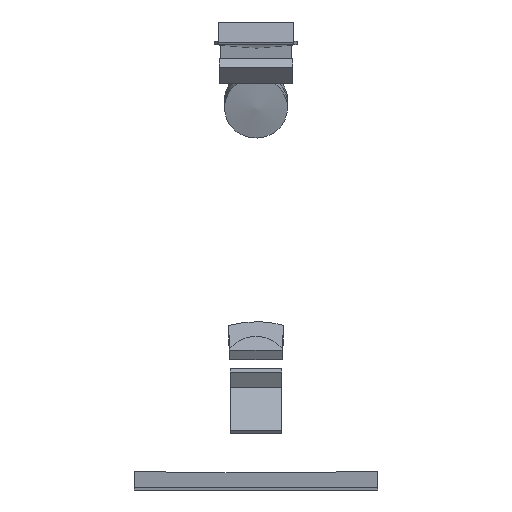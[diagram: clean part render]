
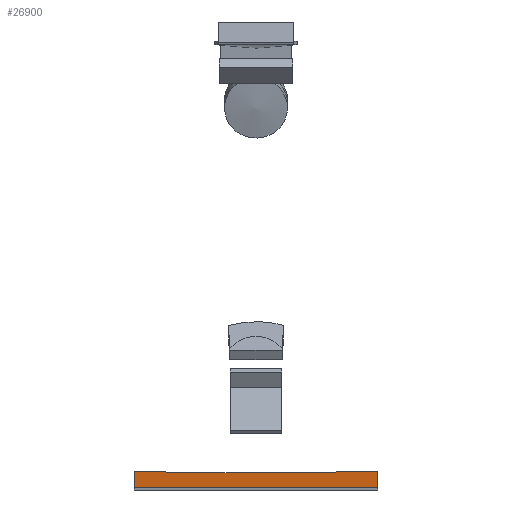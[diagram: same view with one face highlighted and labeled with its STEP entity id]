
A CAD part, front view. The second image highlights one B-rep face of the part: STEP entity #26900.
In plain terms, the highlighted free-form (B-spline) face has degree [3, 1] with [16, 2] control points.
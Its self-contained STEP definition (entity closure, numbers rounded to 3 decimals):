
#25830 = CARTESIAN_POINT ('', (31., -227.428, 11991.096));
#25840 = VERTEX_POINT ('', #25830);
#25920 = CARTESIAN_POINT ('', (31., -248.97, 11986.991));
#25930 = VERTEX_POINT ('', #25920);
#25940 = CARTESIAN_POINT ('', (31., -227.428, 11991.096));
#25950 = CARTESIAN_POINT ('', (31., -248.97, 11986.991));
#25960 = B_SPLINE_CURVE_WITH_KNOTS ('', 1, (#25940, #25950), .UNSPECIFIED., .F., .U., (2, 2), (0., 1.), .UNSPECIFIED.);
#25970 = EDGE_CURVE ('', #25840, #25930, #25960, .T.);
#26190 = CARTESIAN_POINT ('', (-31., -227.428, 11991.096));
#26200 = VERTEX_POINT ('', #26190);
#26210 = CARTESIAN_POINT ('', (31., -227.428, 11991.096));
#26220 = CARTESIAN_POINT ('', (28.232, -227.768, 11991.031));
#26230 = CARTESIAN_POINT ('', (25.458, -228.062, 11990.975));
#26240 = CARTESIAN_POINT ('', (18.938, -228.646, 11990.864));
#26250 = CARTESIAN_POINT ('', (15.187, -228.898, 11990.816));
#26260 = CARTESIAN_POINT ('', (7.679, -229.235, 11990.751));
#26270 = CARTESIAN_POINT ('', (3.92, -229.321, 11990.735));
#26280 = CARTESIAN_POINT ('', (-0.313, -229.324, 11990.735));
#26290 = CARTESIAN_POINT ('', (-0.787, -229.323, 11990.735));
#26300 = CARTESIAN_POINT ('', (-3.748, -229.308, 11990.738));
#26310 = CARTESIAN_POINT ('', (-6.235, -229.259, 11990.747));
#26320 = CARTESIAN_POINT ('', (-12.443, -229.046, 11990.788));
#26330 = CARTESIAN_POINT ('', (-16.164, -228.837, 11990.827));
#26340 = CARTESIAN_POINT ('', (-23.593, -228.255, 11990.938));
#26350 = CARTESIAN_POINT ('', (-27.302, -227.882, 11991.009));
#26360 = CARTESIAN_POINT ('', (-31., -227.428, 11991.096));
#26370 = B_SPLINE_CURVE_WITH_KNOTS ('', 3, (#26210, #26220, #26230, #26240, #26250, #26260, #26270, #26280, #26290, #26300, #26310, #26320, #26330, #26340, #26350, #26360), .UNSPECIFIED., .F., .U., (4, 2, 2, 2, 2, 2, 2, 4), (0., 8.369, 19.641, 30.916, 32.339, 39.799, 50.976, 62.156), .UNSPECIFIED.);
#26380 = EDGE_CURVE ('', #25840, #26200, #26370, .T.);
#26390 = ORIENTED_EDGE ('', *, *, #26380, .T.);
#26400 = CARTESIAN_POINT ('', (-31., -248.97, 11986.991));
#26410 = VERTEX_POINT ('', #26400);
#26420 = CARTESIAN_POINT ('', (-31., -227.428, 11991.096));
#26430 = CARTESIAN_POINT ('', (-31., -248.97, 11986.991));
#26440 = B_SPLINE_CURVE_WITH_KNOTS ('', 1, (#26420, #26430), .UNSPECIFIED., .F., .U., (2, 2), (0., 1.), .UNSPECIFIED.);
#26450 = EDGE_CURVE ('', #26200, #26410, #26440, .T.);
#26460 = ORIENTED_EDGE ('', *, *, #26450, .T.);
#26470 = CARTESIAN_POINT ('', (31., -248.97, 11986.991));
#26480 = CARTESIAN_POINT ('', (10.333, -248.97, 11986.991));
#26490 = CARTESIAN_POINT ('', (-10.333, -248.97, 11986.991));
#26500 = CARTESIAN_POINT ('', (-31., -248.97, 11986.991));
#26510 = B_SPLINE_CURVE_WITH_KNOTS ('', 3, (#26470, #26480, #26490, #26500), .UNSPECIFIED., .F., .U., (4, 4), (0., 62.), .UNSPECIFIED.);
#26520 = EDGE_CURVE ('', #25930, #26410, #26510, .T.);
#26530 = ORIENTED_EDGE ('', *, *, #26520, .F.);
#26540 = ORIENTED_EDGE ('', *, *, #25970, .F.);
#26550 = EDGE_LOOP ('', (#26390, #26460, #26530, #26540));
#26560 = FACE_OUTER_BOUND ('', #26550, .T.);
#26570 = CARTESIAN_POINT ('', (31., -227.428, 11991.096));
#26580 = CARTESIAN_POINT ('', (31., -248.97, 11986.991));
#26590 = CARTESIAN_POINT ('', (28.232, -227.768, 11991.031));
#26600 = CARTESIAN_POINT ('', (28.217, -248.97, 11986.991));
#26610 = CARTESIAN_POINT ('', (25.458, -228.062, 11990.975));
#26620 = CARTESIAN_POINT ('', (25.435, -248.97, 11986.991));
#26630 = CARTESIAN_POINT ('', (18.938, -228.646, 11990.864));
#26640 = CARTESIAN_POINT ('', (18.904, -248.97, 11986.991));
#26650 = CARTESIAN_POINT ('', (15.187, -228.898, 11990.816));
#26660 = CARTESIAN_POINT ('', (15.156, -248.97, 11986.991));
#26670 = CARTESIAN_POINT ('', (7.679, -229.235, 11990.751));
#26680 = CARTESIAN_POINT ('', (7.659, -248.97, 11986.991));
#26690 = CARTESIAN_POINT ('', (3.92, -229.321, 11990.735));
#26700 = CARTESIAN_POINT ('', (3.91, -248.97, 11986.991));
#26710 = CARTESIAN_POINT ('', (-0.313, -229.324, 11990.735));
#26720 = CARTESIAN_POINT ('', (-0.312, -248.97, 11986.991));
#26730 = CARTESIAN_POINT ('', (-0.787, -229.323, 11990.735));
#26740 = CARTESIAN_POINT ('', (-0.785, -248.97, 11986.991));
#26750 = CARTESIAN_POINT ('', (-3.748, -229.308, 11990.738));
#26760 = CARTESIAN_POINT ('', (-3.738, -248.97, 11986.991));
#26770 = CARTESIAN_POINT ('', (-6.235, -229.259, 11990.747));
#26780 = CARTESIAN_POINT ('', (-6.219, -248.97, 11986.991));
#26790 = CARTESIAN_POINT ('', (-12.443, -229.046, 11990.788));
#26800 = CARTESIAN_POINT ('', (-12.416, -248.97, 11986.991));
#26810 = CARTESIAN_POINT ('', (-16.164, -228.837, 11990.827));
#26820 = CARTESIAN_POINT ('', (-16.132, -248.97, 11986.991));
#26830 = CARTESIAN_POINT ('', (-23.593, -228.255, 11990.938));
#26840 = CARTESIAN_POINT ('', (-23.565, -248.97, 11986.991));
#26850 = CARTESIAN_POINT ('', (-27.302, -227.882, 11991.009));
#26860 = CARTESIAN_POINT ('', (-27.283, -248.97, 11986.991));
#26870 = CARTESIAN_POINT ('', (-31., -227.428, 11991.096));
#26880 = CARTESIAN_POINT ('', (-31., -248.97, 11986.991));
#26890 = B_SPLINE_SURFACE_WITH_KNOTS ('', 3, 1, ((#26570, #26580), (#26590, #26600), (#26610, #26620), (#26630, #26640), (#26650, #26660), (#26670, #26680), (#26690, #26700), (#26710, #26720), (#26730, #26740), (#26750, #26760), (#26770, #26780), (#26790, #26800), (#26810, #26820), (#26830, #26840), (#26850, #26860), (#26870, #26880)), .UNSPECIFIED., .F., .F., .U., (4, 2, 2, 2, 2, 2, 2, 4), (2, 2), (0., 0.135, 0.316, 0.497, 0.52, 0.64, 0.82, 1.), (0., 1.), .UNSPECIFIED.);
#26900 = ADVANCED_FACE ('', (#26560), #26890, .T.);
